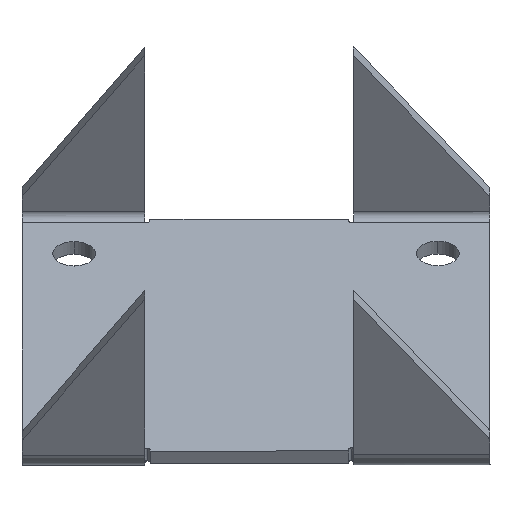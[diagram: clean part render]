
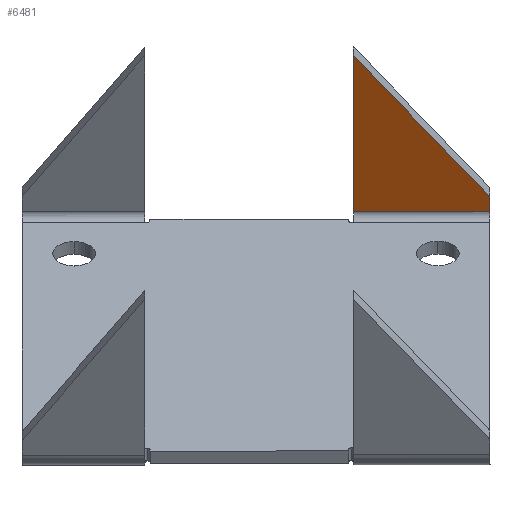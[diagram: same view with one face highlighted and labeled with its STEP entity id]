
A CAD part, left-side view. The second image highlights one B-rep face of the part: STEP entity #6481.
In plain terms, the highlighted planar face has unit normal (-0.821, 0, -0.571).
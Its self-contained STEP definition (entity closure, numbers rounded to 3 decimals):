
#567 = CYLINDRICAL_SURFACE('',#568,1.5);
#568 = AXIS2_PLACEMENT_3D('',#569,#570,#571);
#569 = CARTESIAN_POINT('',(31.941,-45.748,
    20.653));
#570 = DIRECTION('',(0.,1.,
    -0.001));
#571 = DIRECTION('',(0.821,0.,0.571));
#3602 = VERTEX_POINT('',#3603);
#3603 = CARTESIAN_POINT('',(33.172,-45.747,
    21.51));
#3661 = PLANE('',#3662);
#3662 = AXIS2_PLACEMENT_3D('',#3663,#3664,#3665);
#3663 = CARTESIAN_POINT('',(33.404,-45.745,
    23.803));
#3664 = DIRECTION('',(0.,-1.,
    0.001));
#3665 = DIRECTION('',(0.571,-0.001,-0.821
    ));
#3978 = VERTEX_POINT('',#3979);
#3979 = CARTESIAN_POINT('',(33.18,-19.547,
    21.484));
#3993 = PLANE('',#3994);
#3994 = AXIS2_PLACEMENT_3D('',#3995,#3996,#3997);
#3995 = CARTESIAN_POINT('',(23.987,-19.528,
    37.32));
#3996 = DIRECTION('',(0.,1.,
    -0.001));
#3997 = DIRECTION('',(-0.571,0.001,0.821)
  );
#6433 = EDGE_CURVE('',#3978,#3602,#6434,.T.);
#6434 = SURFACE_CURVE('',#6435,(#6439,#6468),.PCURVE_S1.);
#6435 = LINE('',#6436,#6437);
#6436 = CARTESIAN_POINT('',(33.18,-19.547,
    21.484));
#6437 = VECTOR('',#6438,1.);
#6438 = DIRECTION('',(0.,-1.,
    0.001));
#6439 = PCURVE('',#567,#6440);
#6440 = DEFINITIONAL_REPRESENTATION('',(#6441),#6467);
#6441 = B_SPLINE_CURVE_WITH_KNOTS('',3,(#6442,#6443,#6444,#6445,#6446,
    #6447,#6448,#6449,#6450,#6451,#6452,#6453,#6454,#6455,#6456,#6457,
    #6458,#6459,#6460,#6461,#6462,#6463,#6464,#6465,#6466),
  .UNSPECIFIED.,.F.,.F.,(4,1,1,1,1,1,1,1,1,1,1,1,1,1,1,1,1,1,1,1,1,1,4),
  (0.,1.191,2.382,3.573,4.764,
    5.955,7.145,8.336,9.527,
    10.718,11.909,13.1,14.291,15.482
    ,16.673,17.864,19.055,20.245,
    21.436,22.627,23.818,25.009,26.2
    ),.QUASI_UNIFORM_KNOTS.);
#6442 = CARTESIAN_POINT('',(0.,26.2));
#6443 = CARTESIAN_POINT('',(0.,25.803));
#6444 = CARTESIAN_POINT('',(0.,25.009));
#6445 = CARTESIAN_POINT('',(0.,23.818));
#6446 = CARTESIAN_POINT('',(0.,22.627));
#6447 = CARTESIAN_POINT('',(0.,21.436));
#6448 = CARTESIAN_POINT('',(0.,20.245));
#6449 = CARTESIAN_POINT('',(0.,19.055));
#6450 = CARTESIAN_POINT('',(0.,17.864));
#6451 = CARTESIAN_POINT('',(0.,16.673));
#6452 = CARTESIAN_POINT('',(0.,15.482));
#6453 = CARTESIAN_POINT('',(0.,14.291));
#6454 = CARTESIAN_POINT('',(0.,13.1));
#6455 = CARTESIAN_POINT('',(0.,11.909));
#6456 = CARTESIAN_POINT('',(0.,10.718));
#6457 = CARTESIAN_POINT('',(0.,9.527));
#6458 = CARTESIAN_POINT('',(0.,8.336));
#6459 = CARTESIAN_POINT('',(0.,7.145));
#6460 = CARTESIAN_POINT('',(0.,5.955));
#6461 = CARTESIAN_POINT('',(0.,4.764));
#6462 = CARTESIAN_POINT('',(0.,3.573));
#6463 = CARTESIAN_POINT('',(0.,2.382));
#6464 = CARTESIAN_POINT('',(0.,1.191));
#6465 = CARTESIAN_POINT('',(0.,0.397));
#6466 = CARTESIAN_POINT('',(0.,0.));
#6467 = ( GEOMETRIC_REPRESENTATION_CONTEXT(2) 
PARAMETRIC_REPRESENTATION_CONTEXT() REPRESENTATION_CONTEXT('2D SPACE',''
  ) );
#6468 = PCURVE('',#6469,#6474);
#6469 = PLANE('',#6470);
#6470 = AXIS2_PLACEMENT_3D('',#6471,#6472,#6473);
#6471 = CARTESIAN_POINT('',(35.764,22.864,
    17.747));
#6472 = DIRECTION('',(0.821,0.,0.571)
  );
#6473 = DIRECTION('',(0.,1.,
    -0.001));
#6474 = DEFINITIONAL_REPRESENTATION('',(#6475),#6479);
#6475 = LINE('',#6476,#6477);
#6476 = CARTESIAN_POINT('',(-42.416,4.5));
#6477 = VECTOR('',#6478,1.);
#6478 = DIRECTION('',(-1.,0.));
#6479 = ( GEOMETRIC_REPRESENTATION_CONTEXT(2) 
PARAMETRIC_REPRESENTATION_CONTEXT() REPRESENTATION_CONTEXT('2D SPACE',''
  ) );
#6481 = ADVANCED_FACE('',(#6482),#6469,.F.);
#6482 = FACE_BOUND('',#6483,.F.);
#6483 = EDGE_LOOP('',(#6484,#6507,#6535,#6556));
#6484 = ORIENTED_EDGE('',*,*,#6485,.F.);
#6485 = EDGE_CURVE('',#6486,#3978,#6488,.T.);
#6486 = VERTEX_POINT('',#6487);
#6487 = CARTESIAN_POINT('',(12.331,-19.51,
    51.443));
#6488 = SURFACE_CURVE('',#6489,(#6493,#6500),.PCURVE_S1.);
#6489 = LINE('',#6490,#6491);
#6490 = CARTESIAN_POINT('',(12.331,-19.51,
    51.443));
#6491 = VECTOR('',#6492,1.);
#6492 = DIRECTION('',(0.571,-0.001,-0.821
    ));
#6493 = PCURVE('',#6469,#6494);
#6494 = DEFINITIONAL_REPRESENTATION('',(#6495),#6499);
#6495 = LINE('',#6496,#6497);
#6496 = CARTESIAN_POINT('',(-42.416,41.));
#6497 = VECTOR('',#6498,1.);
#6498 = DIRECTION('',(0.,-1.));
#6499 = ( GEOMETRIC_REPRESENTATION_CONTEXT(2) 
PARAMETRIC_REPRESENTATION_CONTEXT() REPRESENTATION_CONTEXT('2D SPACE',''
  ) );
#6500 = PCURVE('',#3993,#6501);
#6501 = DEFINITIONAL_REPRESENTATION('',(#6502),#6506);
#6502 = LINE('',#6503,#6504);
#6503 = CARTESIAN_POINT('',(18.25,-1.5));
#6504 = VECTOR('',#6505,1.);
#6505 = DIRECTION('',(-1.,0.));
#6506 = ( GEOMETRIC_REPRESENTATION_CONTEXT(2) 
PARAMETRIC_REPRESENTATION_CONTEXT() REPRESENTATION_CONTEXT('2D SPACE',''
  ) );
#6507 = ORIENTED_EDGE('',*,*,#6508,.T.);
#6508 = EDGE_CURVE('',#6486,#6509,#6511,.T.);
#6509 = VERTEX_POINT('',#6510);
#6510 = CARTESIAN_POINT('',(31.173,-45.744,
    24.383));
#6511 = SURFACE_CURVE('',#6512,(#6516,#6523),.PCURVE_S1.);
#6512 = LINE('',#6513,#6514);
#6513 = CARTESIAN_POINT('',(12.331,-19.51,
    51.443));
#6514 = VECTOR('',#6515,1.);
#6515 = DIRECTION('',(0.447,-0.623,-0.642));
#6516 = PCURVE('',#6469,#6517);
#6517 = DEFINITIONAL_REPRESENTATION('',(#6518),#6522);
#6518 = LINE('',#6519,#6520);
#6519 = CARTESIAN_POINT('',(-42.416,41.));
#6520 = VECTOR('',#6521,1.);
#6521 = DIRECTION('',(-0.622,-0.783));
#6522 = ( GEOMETRIC_REPRESENTATION_CONTEXT(2) 
PARAMETRIC_REPRESENTATION_CONTEXT() REPRESENTATION_CONTEXT('2D SPACE',''
  ) );
#6523 = PCURVE('',#6524,#6529);
#6524 = PLANE('',#6525);
#6525 = AXIS2_PLACEMENT_3D('',#6526,#6527,#6528);
#6526 = CARTESIAN_POINT('',(22.983,-32.627,
    38.77));
#6527 = DIRECTION('',(-0.355,-0.783,0.511));
#6528 = DIRECTION('',(0.447,-0.623,-0.642));
#6529 = DEFINITIONAL_REPRESENTATION('',(#6530),#6534);
#6530 = LINE('',#6531,#6532);
#6531 = CARTESIAN_POINT('',(-21.068,-1.5));
#6532 = VECTOR('',#6533,1.);
#6533 = DIRECTION('',(1.,0.));
#6534 = ( GEOMETRIC_REPRESENTATION_CONTEXT(2) 
PARAMETRIC_REPRESENTATION_CONTEXT() REPRESENTATION_CONTEXT('2D SPACE',''
  ) );
#6535 = ORIENTED_EDGE('',*,*,#6536,.F.);
#6536 = EDGE_CURVE('',#3602,#6509,#6537,.T.);
#6537 = SURFACE_CURVE('',#6538,(#6542,#6549),.PCURVE_S1.);
#6538 = LINE('',#6539,#6540);
#6539 = CARTESIAN_POINT('',(33.172,-45.747,
    21.51));
#6540 = VECTOR('',#6541,1.);
#6541 = DIRECTION('',(-0.571,0.001,0.821)
  );
#6542 = PCURVE('',#6469,#6543);
#6543 = DEFINITIONAL_REPRESENTATION('',(#6544),#6548);
#6544 = LINE('',#6545,#6546);
#6545 = CARTESIAN_POINT('',(-68.616,4.5));
#6546 = VECTOR('',#6547,1.);
#6547 = DIRECTION('',(0.,1.));
#6548 = ( GEOMETRIC_REPRESENTATION_CONTEXT(2) 
PARAMETRIC_REPRESENTATION_CONTEXT() REPRESENTATION_CONTEXT('2D SPACE',''
  ) );
#6549 = PCURVE('',#3661,#6550);
#6550 = DEFINITIONAL_REPRESENTATION('',(#6551),#6555);
#6551 = LINE('',#6552,#6553);
#6552 = CARTESIAN_POINT('',(1.75,-1.5));
#6553 = VECTOR('',#6554,1.);
#6554 = DIRECTION('',(-1.,0.));
#6555 = ( GEOMETRIC_REPRESENTATION_CONTEXT(2) 
PARAMETRIC_REPRESENTATION_CONTEXT() REPRESENTATION_CONTEXT('2D SPACE',''
  ) );
#6556 = ORIENTED_EDGE('',*,*,#6433,.F.);
